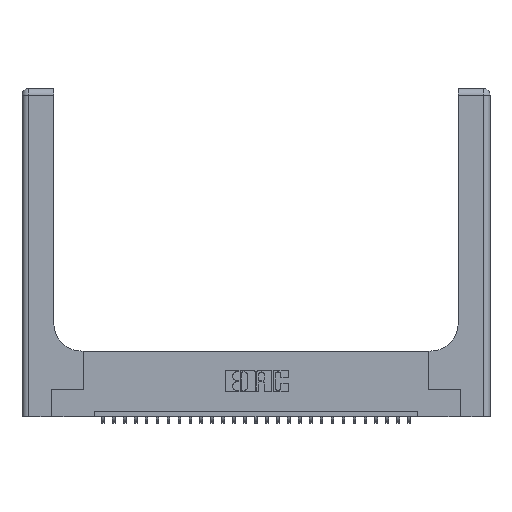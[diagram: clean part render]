
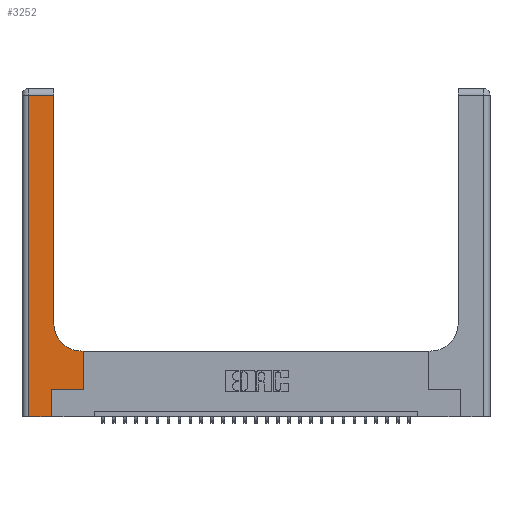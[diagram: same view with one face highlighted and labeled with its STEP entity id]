
A CAD part, top view. The second image highlights one B-rep face of the part: STEP entity #3252.
In plain terms, the highlighted planar face has unit normal (0, 0, 1).
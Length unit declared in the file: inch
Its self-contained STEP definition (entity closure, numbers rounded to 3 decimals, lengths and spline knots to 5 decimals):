
#305 = CARTESIAN_POINT ( 'NONE',  ( 0.5585, 0.25, 0.37 ) ) ;
#715 = CARTESIAN_POINT ( 'NONE',  ( 0.269, 0.25, 0.37 ) ) ;
#932 = ORIENTED_EDGE ( 'NONE', *, *, #28393, .T. ) ;
#966 = DIRECTION ( 'NONE',  ( -1., 0., 0. ) ) ;
#1434 = DIRECTION ( 'NONE',  ( -1., 0., 0. ) ) ;
#1443 = VECTOR ( 'NONE', #24615, 39.37008 ) ;
#2083 = VECTOR ( 'NONE', #4765, 39.37008 ) ;
#2139 = DIRECTION ( 'NONE',  ( 0., 1., 0. ) ) ;
#3252 = ADVANCED_FACE ( 'NONE', ( #14495 ), #20386, .F. ) ;
#3656 = DIRECTION ( 'NONE',  ( 1., 0., 0. ) ) ;
#4460 = LINE ( 'NONE', #5173, #19778 ) ;
#4556 = CARTESIAN_POINT ( 'NONE',  ( 0.5415, 0.6, 0.37 ) ) ;
#4765 = DIRECTION ( 'NONE',  ( -1., 0., 0. ) ) ;
#4842 = EDGE_LOOP ( 'NONE', ( #26862, #932, #8720, #26335, #17109, #14747, #28809, #11380, #8401 ) ) ;
#4907 = CARTESIAN_POINT ( 'NONE',  ( 0.269, 0.25, 0.37 ) ) ;
#5082 = AXIS2_PLACEMENT_3D ( 'NONE', #24861, #16578, #966 ) ;
#5173 = CARTESIAN_POINT ( 'NONE',  ( 0.06, 3., 0.37 ) ) ;
#5301 = EDGE_CURVE ( 'NONE', #21494, #7875, #7054, .T. ) ;
#5412 = AXIS2_PLACEMENT_3D ( 'NONE', #15235, #24031, #13102 ) ;
#6135 = EDGE_CURVE ( 'NONE', #21147, #17346, #20184, .T. ) ;
#7054 = LINE ( 'NONE', #26442, #17497 ) ;
#7875 = VERTEX_POINT ( 'NONE', #715 ) ;
#8401 = ORIENTED_EDGE ( 'NONE', *, *, #12182, .T. ) ;
#8440 = VERTEX_POINT ( 'NONE', #27716 ) ;
#8720 = ORIENTED_EDGE ( 'NONE', *, *, #20874, .T. ) ;
#9189 = CARTESIAN_POINT ( 'NONE',  ( 0.5585, 0.6, 0.37 ) ) ;
#10280 = LINE ( 'NONE', #25929, #16152 ) ;
#10437 = VECTOR ( 'NONE', #12990, 39.37008 ) ;
#10462 = EDGE_CURVE ( 'NONE', #10506, #21494, #11209, .T. ) ;
#10506 = VERTEX_POINT ( 'NONE', #21024 ) ;
#10920 = CARTESIAN_POINT ( 'NONE',  ( 0.2915, 0.6, 0.37 ) ) ;
#11209 = LINE ( 'NONE', #14696, #16793 ) ;
#11380 = ORIENTED_EDGE ( 'NONE', *, *, #6135, .T. ) ;
#12182 = EDGE_CURVE ( 'NONE', #17346, #25842, #27519, .T. ) ;
#12990 = DIRECTION ( 'NONE',  ( 1., 0., 0. ) ) ;
#13102 = DIRECTION ( 'NONE',  ( 1., 0., 0. ) ) ;
#14378 = CARTESIAN_POINT ( 'NONE',  ( 0.06, 2.94, 0.37 ) ) ;
#14495 = FACE_OUTER_BOUND ( 'NONE', #4842, .T. ) ;
#14696 = CARTESIAN_POINT ( 'NONE',  ( 0., 0., 0.37 ) ) ;
#14747 = ORIENTED_EDGE ( 'NONE', *, *, #26067, .T. ) ;
#14815 = VERTEX_POINT ( 'NONE', #14378 ) ;
#15235 = CARTESIAN_POINT ( 'NONE',  ( 0.5415, 0.85, 0.37 ) ) ;
#16152 = VECTOR ( 'NONE', #1434, 39.37008 ) ;
#16578 = DIRECTION ( 'NONE',  ( 0., 0., -1. ) ) ;
#16793 = VECTOR ( 'NONE', #3656, 39.37008 ) ;
#17109 = ORIENTED_EDGE ( 'NONE', *, *, #5301, .T. ) ;
#17346 = VERTEX_POINT ( 'NONE', #4556 ) ;
#17497 = VECTOR ( 'NONE', #2139, 39.37008 ) ;
#17933 = EDGE_CURVE ( 'NONE', #25736, #21147, #22652, .T. ) ;
#19778 = VECTOR ( 'NONE', #27667, 39.37008 ) ;
#20116 = VECTOR ( 'NONE', #21171, 39.37008 ) ;
#20184 = LINE ( 'NONE', #10920, #2083 ) ;
#20386 = PLANE ( 'NONE',  #5082 ) ;
#20689 = CARTESIAN_POINT ( 'NONE',  ( 0.2915, 3., 0.37 ) ) ;
#20874 = EDGE_CURVE ( 'NONE', #14815, #10506, #4460, .T. ) ;
#21024 = CARTESIAN_POINT ( 'NONE',  ( 0.06, 0., 0.37 ) ) ;
#21147 = VERTEX_POINT ( 'NONE', #9189 ) ;
#21171 = DIRECTION ( 'NONE',  ( 0., 1., 0. ) ) ;
#21494 = VERTEX_POINT ( 'NONE', #22567 ) ;
#22567 = CARTESIAN_POINT ( 'NONE',  ( 0.269, 0., 0.37 ) ) ;
#22578 = CARTESIAN_POINT ( 'NONE',  ( 0.5585, 0.25, 0.37 ) ) ;
#22652 = LINE ( 'NONE', #305, #1443 ) ;
#24011 = LINE ( 'NONE', #4907, #10437 ) ;
#24031 = DIRECTION ( 'NONE',  ( 0., 0., -1. ) ) ;
#24615 = DIRECTION ( 'NONE',  ( 0., 1., 0. ) ) ;
#24861 = CARTESIAN_POINT ( 'NONE',  ( 0., 3., 0.37 ) ) ;
#25736 = VERTEX_POINT ( 'NONE', #22578 ) ;
#25842 = VERTEX_POINT ( 'NONE', #27935 ) ;
#25929 = CARTESIAN_POINT ( 'NONE',  ( 0., 2.94, 0.37 ) ) ;
#26036 = LINE ( 'NONE', #20689, #20116 ) ;
#26067 = EDGE_CURVE ( 'NONE', #7875, #25736, #24011, .T. ) ;
#26335 = ORIENTED_EDGE ( 'NONE', *, *, #10462, .T. ) ;
#26442 = CARTESIAN_POINT ( 'NONE',  ( 0.269, 0., 0.37 ) ) ;
#26734 = EDGE_CURVE ( 'NONE', #25842, #8440, #26036, .T. ) ;
#26862 = ORIENTED_EDGE ( 'NONE', *, *, #26734, .T. ) ;
#27519 = CIRCLE ( 'NONE', #5412, 0.25 ) ;
#27667 = DIRECTION ( 'NONE',  ( 0., -1., 0. ) ) ;
#27716 = CARTESIAN_POINT ( 'NONE',  ( 0.2915, 2.94, 0.37 ) ) ;
#27935 = CARTESIAN_POINT ( 'NONE',  ( 0.2915, 0.85, 0.37 ) ) ;
#28393 = EDGE_CURVE ( 'NONE', #8440, #14815, #10280, .T. ) ;
#28809 = ORIENTED_EDGE ( 'NONE', *, *, #17933, .T. ) ;
